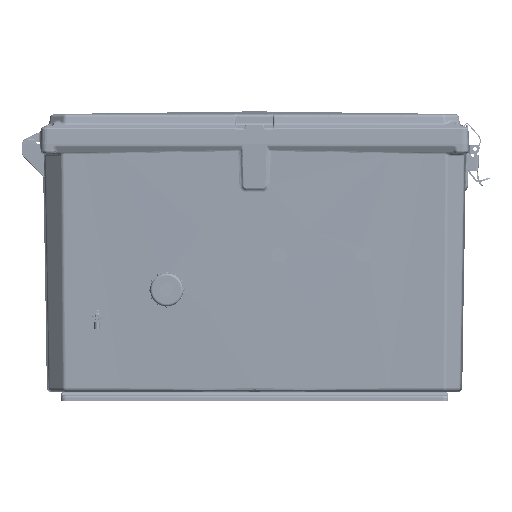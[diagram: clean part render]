
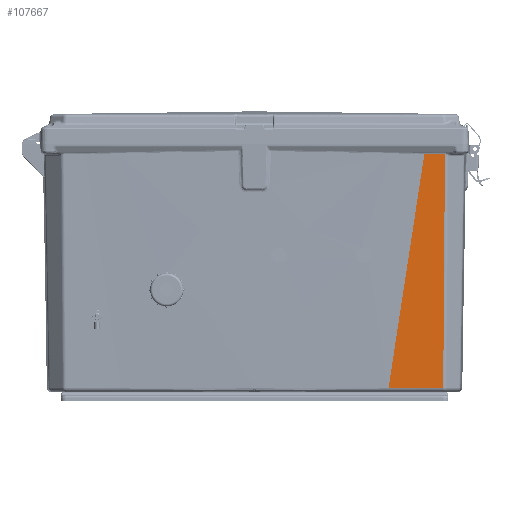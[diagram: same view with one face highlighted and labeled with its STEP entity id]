
A CAD part, front view. The second image highlights one B-rep face of the part: STEP entity #107667.
In plain terms, the highlighted face is planar.
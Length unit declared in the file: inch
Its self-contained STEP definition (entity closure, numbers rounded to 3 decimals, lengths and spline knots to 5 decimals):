
#2404 = B_SPLINE_CURVE_WITH_KNOTS ( 'NONE', 3,
 ( #112426, #19178, #60881, #78155 ),
 .UNSPECIFIED., .F., .F.,
 ( 4, 4 ),
 ( 0., 1. ),
 .UNSPECIFIED. ) ;
#9836 = ORIENTED_EDGE ( 'NONE', *, *, #55486, .T. ) ;
#19178 = CARTESIAN_POINT ( 'NONE',  ( -4.00514, -9.23009, -6.17629 ) ) ;
#37677 = VERTEX_POINT ( 'NONE', #170526 ) ;
#47225 = CARTESIAN_POINT ( 'NONE',  ( -0.5738, -9.28998, -7.51403 ) ) ;
#47280 = VERTEX_POINT ( 'NONE', #153258 ) ;
#55486 = EDGE_CURVE ( 'NONE', #207548, #47280, #2404, .T. ) ;
#56557 = DIRECTION ( 'NONE',  ( -0.017, -1., 0. ) ) ;
#60881 = CARTESIAN_POINT ( 'NONE',  ( -7.07492, -9.17651, -5.70568 ) ) ;
#64553 = CARTESIAN_POINT ( 'NONE',  ( -0.5738, -9.28998, -7.51403 ) ) ;
#66796 = CARTESIAN_POINT ( 'NONE',  ( -9.78313, -9.12923, -7.44744 ) ) ;
#70163 = VERTEX_POINT ( 'NONE', #64553 ) ;
#78155 = CARTESIAN_POINT ( 'NONE',  ( -9.78314, -9.12923, -5.29072 ) ) ;
#79252 = EDGE_CURVE ( 'NONE', #70163, #207548, #88820, .T. ) ;
#84838 = CARTESIAN_POINT ( 'NONE',  ( -3.64358, -9.2364, -7.49183 ) ) ;
#88820 = LINE ( 'NONE', #239010, #173810 ) ;
#107667 = ADVANCED_FACE ( 'NONE', ( #112327 ), #112117, .T. ) ;
#109518 = B_SPLINE_CURVE_WITH_KNOTS ( 'NONE', 3,
 ( #148919, #192300, #209561, #211158 ),
 .UNSPECIFIED., .F., .F.,
 ( 4, 4 ),
 ( 0., 1. ),
 .UNSPECIFIED. ) ;
#109585 = DIRECTION ( 'NONE',  ( 0., 0., 1. ) ) ;
#112117 = PLANE ( 'NONE',  #172223 ) ;
#112327 = FACE_OUTER_BOUND ( 'NONE', #203023, .T. ) ;
#112426 = CARTESIAN_POINT ( 'NONE',  ( -0.5738, -9.28998, -6.70255 ) ) ;
#122517 = ORIENTED_EDGE ( 'NONE', *, *, #239146, .T. ) ;
#123235 = CARTESIAN_POINT ( 'NONE',  ( -6.71335, -9.18282, -7.46964 ) ) ;
#124590 = EDGE_CURVE ( 'NONE', #37677, #47280, #109518, .T. ) ;
#148919 = CARTESIAN_POINT ( 'NONE',  ( -9.78313, -9.12923, -7.44744 ) ) ;
#153258 = CARTESIAN_POINT ( 'NONE',  ( -9.78314, -9.12923, -5.29072 ) ) ;
#156356 = ORIENTED_EDGE ( 'NONE', *, *, #79252, .T. ) ;
#167971 = CARTESIAN_POINT ( 'NONE',  ( -0.5738, -9.28998, -6.70255 ) ) ;
#170526 = CARTESIAN_POINT ( 'NONE',  ( -9.78313, -9.12923, -7.44744 ) ) ;
#172223 = AXIS2_PLACEMENT_3D ( 'NONE', #225973, #56557, #189076 ) ;
#173810 = VECTOR ( 'NONE', #109585, 39.37008 ) ;
#189076 = DIRECTION ( 'NONE',  ( 1., -0.017, 0. ) ) ;
#192300 = CARTESIAN_POINT ( 'NONE',  ( -9.78313, -9.12923, -6.72854 ) ) ;
#203023 = EDGE_LOOP ( 'NONE', ( #122517, #156356, #9836, #224430 ) ) ;
#207548 = VERTEX_POINT ( 'NONE', #167971 ) ;
#209561 = CARTESIAN_POINT ( 'NONE',  ( -9.78314, -9.12923, -6.00963 ) ) ;
#211158 = CARTESIAN_POINT ( 'NONE',  ( -9.78314, -9.12923, -5.29072 ) ) ;
#224430 = ORIENTED_EDGE ( 'NONE', *, *, #124590, .F. ) ;
#225973 = CARTESIAN_POINT ( 'NONE',  ( 0., -9.3, 8.96206 ) ) ;
#239010 = CARTESIAN_POINT ( 'NONE',  ( -0.5738, -9.28998, 8.96206 ) ) ;
#239146 = EDGE_CURVE ( 'NONE', #37677, #70163, #239643, .T. ) ;
#239643 = B_SPLINE_CURVE_WITH_KNOTS ( 'NONE', 3,
 ( #66796, #123235, #84838, #47225 ),
 .UNSPECIFIED., .F., .F.,
 ( 4, 4 ),
 ( 0., 1. ),
 .UNSPECIFIED. ) ;
